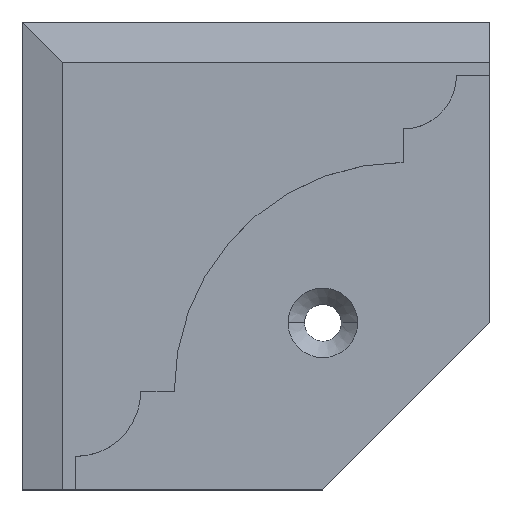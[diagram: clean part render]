
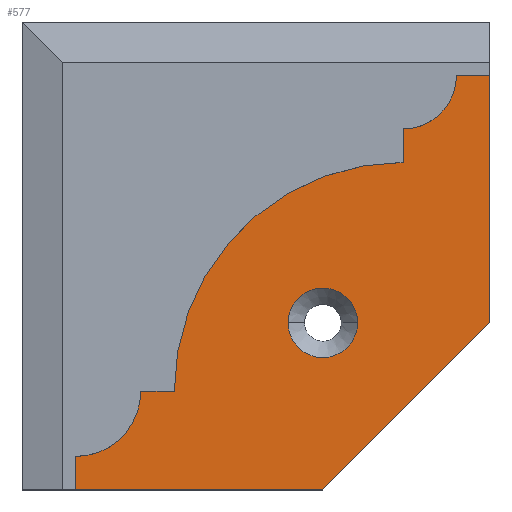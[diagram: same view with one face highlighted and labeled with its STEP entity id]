
A CAD part, top view. The second image highlights one B-rep face of the part: STEP entity #577.
In plain terms, the highlighted planar face has unit normal (0, 0, 1).
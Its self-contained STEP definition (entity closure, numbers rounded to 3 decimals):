
#4 = ORIENTED_EDGE ( 'NONE', *, *, #579, .F. ) ;
#8 = CARTESIAN_POINT ( 'NONE',  ( -35., -35., 4. ) ) ;
#31 = FACE_BOUND ( 'NONE', #709, .T. ) ;
#45 = VERTEX_POINT ( 'NONE', #424 ) ;
#50 = ORIENTED_EDGE ( 'NONE', *, *, #536, .T. ) ;
#57 = VECTOR ( 'NONE', #339, 1000. ) ;
#70 = ORIENTED_EDGE ( 'NONE', *, *, #590, .F. ) ;
#103 = CARTESIAN_POINT ( 'NONE',  ( 4.8, -10., 4. ) ) ;
#108 = ORIENTED_EDGE ( 'NONE', *, *, #132, .T. ) ;
#112 = DIRECTION ( 'NONE',  ( 1., 0., 0. ) ) ;
#117 = LINE ( 'NONE', #8, #156 ) ;
#132 = EDGE_CURVE ( 'NONE', #412, #45, #319, .T. ) ;
#135 = ORIENTED_EDGE ( 'NONE', *, *, #282, .F. ) ;
#139 = CARTESIAN_POINT ( 'NONE',  ( 35., 32., 4. ) ) ;
#152 = CARTESIAN_POINT ( 'NONE',  ( 35., -35., 4. ) ) ;
#153 = EDGE_CURVE ( 'NONE', #501, #412, #117, .T. ) ;
#155 = CARTESIAN_POINT ( 'NONE',  ( -32., 32., 4. ) ) ;
#156 = VECTOR ( 'NONE', #293, 1000. ) ;
#162 = DIRECTION ( 'NONE',  ( 0., 1., 0. ) ) ;
#170 = DIRECTION ( 'NONE',  ( 0., 0., 1. ) ) ;
#189 = ORIENTED_EDGE ( 'NONE', *, *, #434, .F. ) ;
#204 = CARTESIAN_POINT ( 'NONE',  ( 10., -35., 4. ) ) ;
#206 = DIRECTION ( 'NONE',  ( 1., 0., 0. ) ) ;
#216 = LINE ( 'NONE', #645, #650 ) ;
#219 = VERTEX_POINT ( 'NONE', #495 ) ;
#282 = EDGE_CURVE ( 'NONE', #479, #321, #370, .T. ) ;
#288 = EDGE_LOOP ( 'NONE', ( #420, #108, #50, #189, #70 ) ) ;
#293 = DIRECTION ( 'NONE',  ( 1., 0., 0. ) ) ;
#297 = AXIS2_PLACEMENT_3D ( 'NONE', #537, #647, #414 ) ;
#302 = LINE ( 'NONE', #155, #398 ) ;
#319 = LINE ( 'NONE', #658, #388 ) ;
#320 = CARTESIAN_POINT ( 'NONE',  ( 15.2, -10., 4. ) ) ;
#321 = VERTEX_POINT ( 'NONE', #320 ) ;
#339 = DIRECTION ( 'NONE',  ( 0., 1., 0. ) ) ;
#360 = CIRCLE ( 'NONE', #523, 5.2 ) ;
#370 = CIRCLE ( 'NONE', #644, 5.2 ) ;
#388 = VECTOR ( 'NONE', #717, 1000. ) ;
#398 = VECTOR ( 'NONE', #525, 1000. ) ;
#405 = CARTESIAN_POINT ( 'NONE',  ( -32., -35., 4. ) ) ;
#411 = VERTEX_POINT ( 'NONE', #139 ) ;
#412 = VERTEX_POINT ( 'NONE', #204 ) ;
#414 = DIRECTION ( 'NONE',  ( -1., 0., 0. ) ) ;
#417 = LINE ( 'NONE', #152, #57 ) ;
#420 = ORIENTED_EDGE ( 'NONE', *, *, #153, .T. ) ;
#424 = CARTESIAN_POINT ( 'NONE',  ( 35., -10., 4. ) ) ;
#434 = EDGE_CURVE ( 'NONE', #219, #411, #302, .T. ) ;
#479 = VERTEX_POINT ( 'NONE', #103 ) ;
#495 = CARTESIAN_POINT ( 'NONE',  ( -32., 32., 4. ) ) ;
#501 = VERTEX_POINT ( 'NONE', #405 ) ;
#514 = DIRECTION ( 'NONE',  ( 0., 0., 1. ) ) ;
#523 = AXIS2_PLACEMENT_3D ( 'NONE', #782, #170, #112 ) ;
#525 = DIRECTION ( 'NONE',  ( 1., 0., 0. ) ) ;
#536 = EDGE_CURVE ( 'NONE', #45, #411, #417, .T. ) ;
#537 = CARTESIAN_POINT ( 'NONE',  ( 0., 0., 4. ) ) ;
#577 = ADVANCED_FACE ( 'NONE', ( #31, #699 ), #710, .F. ) ;
#579 = EDGE_CURVE ( 'NONE', #321, #479, #360, .T. ) ;
#590 = EDGE_CURVE ( 'NONE', #501, #219, #216, .T. ) ;
#626 = CARTESIAN_POINT ( 'NONE',  ( 10., -10., 4. ) ) ;
#644 = AXIS2_PLACEMENT_3D ( 'NONE', #626, #514, #206 ) ;
#645 = CARTESIAN_POINT ( 'NONE',  ( -32., -35., 4. ) ) ;
#647 = DIRECTION ( 'NONE',  ( 0., 0., -1. ) ) ;
#650 = VECTOR ( 'NONE', #162, 1000. ) ;
#658 = CARTESIAN_POINT ( 'NONE',  ( 35., -10., 4. ) ) ;
#699 = FACE_OUTER_BOUND ( 'NONE', #288, .T. ) ;
#709 = EDGE_LOOP ( 'NONE', ( #4, #135 ) ) ;
#710 = PLANE ( 'NONE',  #297 ) ;
#717 = DIRECTION ( 'NONE',  ( 0.707, 0.707, 0. ) ) ;
#782 = CARTESIAN_POINT ( 'NONE',  ( 10., -10., 4. ) ) ;
